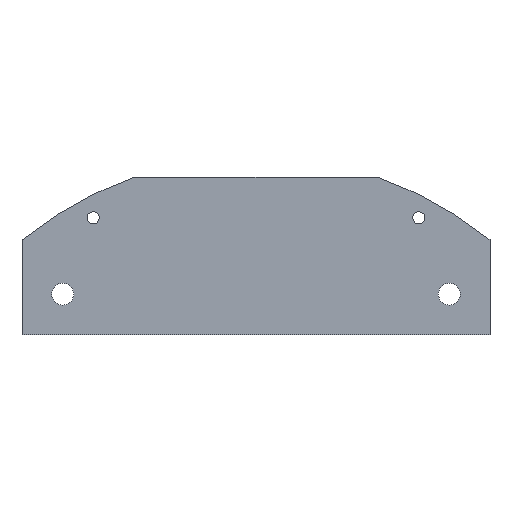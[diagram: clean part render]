
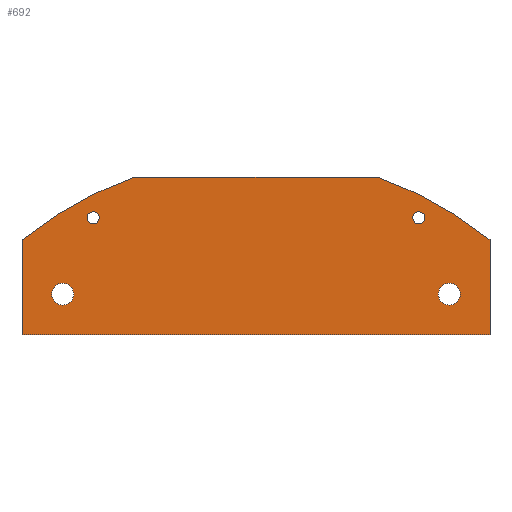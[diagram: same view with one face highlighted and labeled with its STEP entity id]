
A CAD part, top view. The second image highlights one B-rep face of the part: STEP entity #692.
In plain terms, the highlighted planar face has unit normal (0, 0, 1).
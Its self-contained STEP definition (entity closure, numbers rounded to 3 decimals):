
#6 = ORIENTED_EDGE ( 'NONE', *, *, #807, .T. ) ;
#8 = DIRECTION ( 'NONE',  ( 0., 0., 1. ) ) ;
#10 = CARTESIAN_POINT ( 'NONE',  ( 23.833, 15.5, 5. ) ) ;
#17 = DIRECTION ( 'NONE',  ( 0., -1., 0. ) ) ;
#35 = DIRECTION ( 'NONE',  ( 0., 0., 1. ) ) ;
#36 = ORIENTED_EDGE ( 'NONE', *, *, #114, .T. ) ;
#39 = VECTOR ( 'NONE', #17, 1000. ) ;
#87 = LINE ( 'NONE', #165, #364 ) ;
#96 = CARTESIAN_POINT ( 'NONE',  ( 35.85, -7.5, 5. ) ) ;
#101 = CARTESIAN_POINT ( 'NONE',  ( -46., 3.183, 5. ) ) ;
#105 = EDGE_CURVE ( 'NONE', #578, #508, #709, .T. ) ;
#114 = EDGE_CURVE ( 'NONE', #488, #503, #208, .T. ) ;
#129 = CIRCLE ( 'NONE', #385, 1.2 ) ;
#135 = CARTESIAN_POINT ( 'NONE',  ( -32., 7.5, 5. ) ) ;
#147 = DIRECTION ( 'NONE',  ( 1., 0., 0. ) ) ;
#150 = DIRECTION ( 'NONE',  ( -1., 0., 0. ) ) ;
#165 = CARTESIAN_POINT ( 'NONE',  ( -46., 15.5, 5. ) ) ;
#169 = AXIS2_PLACEMENT_3D ( 'NONE', #591, #35, #653 ) ;
#174 = VERTEX_POINT ( 'NONE', #651 ) ;
#177 = CIRCLE ( 'NONE', #643, 2.15 ) ;
#181 = ORIENTED_EDGE ( 'NONE', *, *, #289, .F. ) ;
#186 = FACE_OUTER_BOUND ( 'NONE', #527, .T. ) ;
#187 = ORIENTED_EDGE ( 'NONE', *, *, #396, .T. ) ;
#190 = DIRECTION ( 'NONE',  ( 0., 0., 1. ) ) ;
#208 = LINE ( 'NONE', #281, #809 ) ;
#211 = DIRECTION ( 'NONE',  ( 0., 0., 1. ) ) ;
#217 = ORIENTED_EDGE ( 'NONE', *, *, #259, .T. ) ;
#220 = ORIENTED_EDGE ( 'NONE', *, *, #419, .F. ) ;
#223 = CARTESIAN_POINT ( 'NONE',  ( 33.2, 7.5, 5. ) ) ;
#240 = VERTEX_POINT ( 'NONE', #10 ) ;
#251 = DIRECTION ( 'NONE',  ( 1., 0., 0. ) ) ;
#252 = AXIS2_PLACEMENT_3D ( 'NONE', #726, #797, #782 ) ;
#258 = CARTESIAN_POINT ( 'NONE',  ( -23.833, 15.5, 5. ) ) ;
#259 = EDGE_CURVE ( 'NONE', #799, #174, #586, .T. ) ;
#263 = DIRECTION ( 'NONE',  ( -1., 0., 0. ) ) ;
#266 = VERTEX_POINT ( 'NONE', #761 ) ;
#273 = CARTESIAN_POINT ( 'NONE',  ( -46., 15.5, 5. ) ) ;
#274 = FACE_BOUND ( 'NONE', #677, .T. ) ;
#277 = DIRECTION ( 'NONE',  ( -1., 0., 0. ) ) ;
#281 = CARTESIAN_POINT ( 'NONE',  ( 46., 15.5, 5. ) ) ;
#289 = EDGE_CURVE ( 'NONE', #508, #578, #177, .T. ) ;
#301 = CARTESIAN_POINT ( 'NONE',  ( -33.2, 7.5, 5. ) ) ;
#314 = CARTESIAN_POINT ( 'NONE',  ( 46., -15.5, 5. ) ) ;
#319 = AXIS2_PLACEMENT_3D ( 'NONE', #407, #540, #403 ) ;
#323 = EDGE_CURVE ( 'NONE', #795, #569, #712, .T. ) ;
#331 = PLANE ( 'NONE',  #496 ) ;
#343 = CARTESIAN_POINT ( 'NONE',  ( 38., -7.5, 5. ) ) ;
#361 = AXIS2_PLACEMENT_3D ( 'NONE', #474, #688, #150 ) ;
#364 = VECTOR ( 'NONE', #277, 1000. ) ;
#373 = VECTOR ( 'NONE', #251, 1000. ) ;
#380 = ORIENTED_EDGE ( 'NONE', *, *, #684, .F. ) ;
#385 = AXIS2_PLACEMENT_3D ( 'NONE', #135, #706, #394 ) ;
#387 = CARTESIAN_POINT ( 'NONE',  ( 46., 3.183, 5. ) ) ;
#394 = DIRECTION ( 'NONE',  ( 1., 0., 0. ) ) ;
#396 = EDGE_CURVE ( 'NONE', #240, #682, #87, .T. ) ;
#403 = DIRECTION ( 'NONE',  ( 1., 0., 0. ) ) ;
#407 = CARTESIAN_POINT ( 'NONE',  ( 0., -53.5, 5. ) ) ;
#419 = EDGE_CURVE ( 'NONE', #266, #806, #506, .T. ) ;
#421 = DIRECTION ( 'NONE',  ( 1., 0., 0. ) ) ;
#427 = AXIS2_PLACEMENT_3D ( 'NONE', #604, #211, #780 ) ;
#435 = EDGE_CURVE ( 'NONE', #745, #789, #574, .T. ) ;
#444 = EDGE_LOOP ( 'NONE', ( #220, #380 ) ) ;
#447 = DIRECTION ( 'NONE',  ( 1., 0., 0. ) ) ;
#465 = AXIS2_PLACEMENT_3D ( 'NONE', #660, #716, #147 ) ;
#474 = CARTESIAN_POINT ( 'NONE',  ( -38., -7.5, 5. ) ) ;
#488 = VERTEX_POINT ( 'NONE', #314 ) ;
#495 = AXIS2_PLACEMENT_3D ( 'NONE', #343, #600, #421 ) ;
#496 = AXIS2_PLACEMENT_3D ( 'NONE', #585, #190, #447 ) ;
#498 = EDGE_CURVE ( 'NONE', #174, #488, #570, .T. ) ;
#503 = VERTEX_POINT ( 'NONE', #387 ) ;
#506 = CIRCLE ( 'NONE', #465, 1.2 ) ;
#508 = VERTEX_POINT ( 'NONE', #647 ) ;
#511 = FACE_BOUND ( 'NONE', #624, .T. ) ;
#523 = DIRECTION ( 'NONE',  ( 0., 0., 1. ) ) ;
#527 = EDGE_LOOP ( 'NONE', ( #36, #720, #187, #6, #217, #678 ) ) ;
#529 = CIRCLE ( 'NONE', #169, 1.2 ) ;
#534 = DIRECTION ( 'NONE',  ( 0., 1., 0. ) ) ;
#540 = DIRECTION ( 'NONE',  ( 0., 0., 1. ) ) ;
#560 = CARTESIAN_POINT ( 'NONE',  ( -35.85, -7.5, 5. ) ) ;
#563 = CIRCLE ( 'NONE', #662, 2.15 ) ;
#567 = EDGE_LOOP ( 'NONE', ( #771, #181 ) ) ;
#569 = VERTEX_POINT ( 'NONE', #798 ) ;
#570 = LINE ( 'NONE', #620, #373 ) ;
#574 = CIRCLE ( 'NONE', #495, 2.15 ) ;
#578 = VERTEX_POINT ( 'NONE', #560 ) ;
#585 = CARTESIAN_POINT ( 'NONE',  ( 0., 0., 5. ) ) ;
#586 = LINE ( 'NONE', #273, #39 ) ;
#587 = DIRECTION ( 'NONE',  ( 1., 0., 0. ) ) ;
#591 = CARTESIAN_POINT ( 'NONE',  ( 32., 7.5, 5. ) ) ;
#600 = DIRECTION ( 'NONE',  ( 0., 0., 1. ) ) ;
#604 = CARTESIAN_POINT ( 'NONE',  ( 32., 7.5, 5. ) ) ;
#620 = CARTESIAN_POINT ( 'NONE',  ( -46., -15.5, 5. ) ) ;
#624 = EDGE_LOOP ( 'NONE', ( #803, #664 ) ) ;
#643 = AXIS2_PLACEMENT_3D ( 'NONE', #691, #523, #263 ) ;
#647 = CARTESIAN_POINT ( 'NONE',  ( -40.15, -7.5, 5. ) ) ;
#651 = CARTESIAN_POINT ( 'NONE',  ( -46., -15.5, 5. ) ) ;
#653 = DIRECTION ( 'NONE',  ( 1., 0., 0. ) ) ;
#655 = ORIENTED_EDGE ( 'NONE', *, *, #435, .F. ) ;
#660 = CARTESIAN_POINT ( 'NONE',  ( -32., 7.5, 5. ) ) ;
#662 = AXIS2_PLACEMENT_3D ( 'NONE', #702, #8, #587 ) ;
#664 = ORIENTED_EDGE ( 'NONE', *, *, #739, .F. ) ;
#671 = CARTESIAN_POINT ( 'NONE',  ( 40.15, -7.5, 5. ) ) ;
#675 = CIRCLE ( 'NONE', #319, 73. ) ;
#677 = EDGE_LOOP ( 'NONE', ( #655, #783 ) ) ;
#678 = ORIENTED_EDGE ( 'NONE', *, *, #498, .T. ) ;
#681 = EDGE_CURVE ( 'NONE', #789, #745, #563, .T. ) ;
#682 = VERTEX_POINT ( 'NONE', #258 ) ;
#684 = EDGE_CURVE ( 'NONE', #806, #266, #129, .T. ) ;
#688 = DIRECTION ( 'NONE',  ( 0., 0., 1. ) ) ;
#691 = CARTESIAN_POINT ( 'NONE',  ( -38., -7.5, 5. ) ) ;
#692 = ADVANCED_FACE ( 'NONE', ( #756, #511, #274, #753, #186 ), #331, .T. ) ;
#702 = CARTESIAN_POINT ( 'NONE',  ( 38., -7.5, 5. ) ) ;
#706 = DIRECTION ( 'NONE',  ( 0., 0., 1. ) ) ;
#709 = CIRCLE ( 'NONE', #361, 2.15 ) ;
#710 = CIRCLE ( 'NONE', #252, 73. ) ;
#712 = CIRCLE ( 'NONE', #427, 1.2 ) ;
#716 = DIRECTION ( 'NONE',  ( 0., 0., 1. ) ) ;
#720 = ORIENTED_EDGE ( 'NONE', *, *, #744, .T. ) ;
#726 = CARTESIAN_POINT ( 'NONE',  ( 0., -53.5, 5. ) ) ;
#739 = EDGE_CURVE ( 'NONE', #569, #795, #529, .T. ) ;
#744 = EDGE_CURVE ( 'NONE', #503, #240, #710, .T. ) ;
#745 = VERTEX_POINT ( 'NONE', #671 ) ;
#753 = FACE_BOUND ( 'NONE', #567, .T. ) ;
#756 = FACE_BOUND ( 'NONE', #444, .T. ) ;
#761 = CARTESIAN_POINT ( 'NONE',  ( -30.8, 7.5, 5. ) ) ;
#771 = ORIENTED_EDGE ( 'NONE', *, *, #105, .F. ) ;
#780 = DIRECTION ( 'NONE',  ( 1., 0., 0. ) ) ;
#782 = DIRECTION ( 'NONE',  ( 1., 0., 0. ) ) ;
#783 = ORIENTED_EDGE ( 'NONE', *, *, #681, .F. ) ;
#789 = VERTEX_POINT ( 'NONE', #96 ) ;
#795 = VERTEX_POINT ( 'NONE', #223 ) ;
#797 = DIRECTION ( 'NONE',  ( 0., 0., 1. ) ) ;
#798 = CARTESIAN_POINT ( 'NONE',  ( 30.8, 7.5, 5. ) ) ;
#799 = VERTEX_POINT ( 'NONE', #101 ) ;
#803 = ORIENTED_EDGE ( 'NONE', *, *, #323, .F. ) ;
#806 = VERTEX_POINT ( 'NONE', #301 ) ;
#807 = EDGE_CURVE ( 'NONE', #682, #799, #675, .T. ) ;
#809 = VECTOR ( 'NONE', #534, 1000. ) ;
